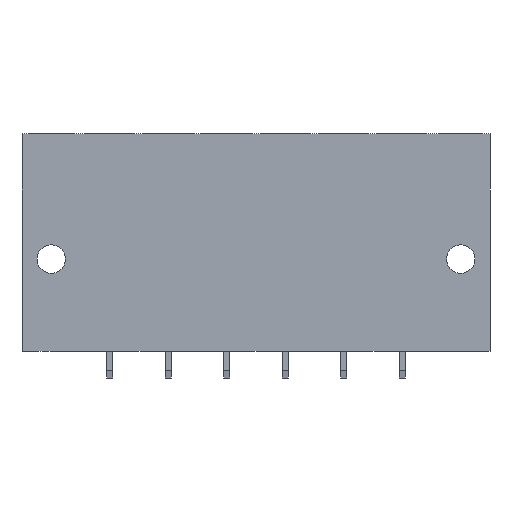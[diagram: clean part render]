
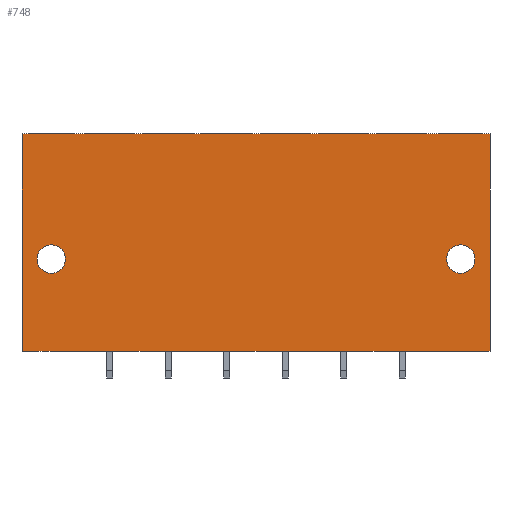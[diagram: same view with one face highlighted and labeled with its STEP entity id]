
A CAD part, front view. The second image highlights one B-rep face of the part: STEP entity #748.
In plain terms, the highlighted planar face has unit normal (0, -1, 0).
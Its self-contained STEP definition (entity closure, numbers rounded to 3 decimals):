
#685=AXIS2_PLACEMENT_3D('Plane Axis2P3D',#682,#683,#684) ;
#714=AXIS2_PLACEMENT_3D('Circle Axis2P3D',#712,#713,$) ;
#723=AXIS2_PLACEMENT_3D('Circle Axis2P3D',#721,#722,$) ;
#732=AXIS2_PLACEMENT_3D('Circle Axis2P3D',#730,#731,$) ;
#741=AXIS2_PLACEMENT_3D('Circle Axis2P3D',#739,#740,$) ;
#216=CARTESIAN_POINT('Vertex',(60.96,0.,3.5)) ;
#219=CARTESIAN_POINT('Line Origine',(30.48,0.,3.5)) ;
#223=CARTESIAN_POINT('Vertex',(0.,0.,3.5)) ;
#682=CARTESIAN_POINT('Axis2P3D Location',(7.62,0.,31.8)) ;
#687=CARTESIAN_POINT('Line Origine',(60.96,0.,17.65)) ;
#691=CARTESIAN_POINT('Vertex',(60.96,0.,31.8)) ;
#694=CARTESIAN_POINT('Line Origine',(30.48,0.,31.8)) ;
#698=CARTESIAN_POINT('Vertex',(0.,0.,31.8)) ;
#701=CARTESIAN_POINT('Line Origine',(0.,0.,17.65)) ;
#712=CARTESIAN_POINT('Axis2P3D Location',(57.15,0.,15.5)) ;
#716=CARTESIAN_POINT('Vertex',(57.15,0.,17.35)) ;
#718=CARTESIAN_POINT('Vertex',(57.15,0.,13.65)) ;
#721=CARTESIAN_POINT('Axis2P3D Location',(57.15,0.,15.5)) ;
#730=CARTESIAN_POINT('Axis2P3D Location',(3.81,0.,15.5)) ;
#734=CARTESIAN_POINT('Vertex',(3.81,0.,17.35)) ;
#736=CARTESIAN_POINT('Vertex',(3.81,0.,13.65)) ;
#739=CARTESIAN_POINT('Axis2P3D Location',(3.81,0.,15.5)) ;
#220=DIRECTION('Vector Direction',(-1.,0.,0.)) ;
#683=DIRECTION('Axis2P3D Direction',(0.,-1.,0.)) ;
#684=DIRECTION('Axis2P3D XDirection',(0.,-0.,-1.)) ;
#688=DIRECTION('Vector Direction',(0.,0.,-1.)) ;
#695=DIRECTION('Vector Direction',(1.,0.,0.)) ;
#702=DIRECTION('Vector Direction',(0.,0.,-1.)) ;
#713=DIRECTION('Axis2P3D Direction',(0.,-1.,0.)) ;
#722=DIRECTION('Axis2P3D Direction',(0.,-1.,0.)) ;
#731=DIRECTION('Axis2P3D Direction',(0.,-1.,0.)) ;
#740=DIRECTION('Axis2P3D Direction',(0.,-1.,0.)) ;
#221=VECTOR('Line Direction',#220,1.) ;
#689=VECTOR('Line Direction',#688,1.) ;
#696=VECTOR('Line Direction',#695,1.) ;
#703=VECTOR('Line Direction',#702,1.) ;
#707=ORIENTED_EDGE('',*,*,#693,.F.) ;
#708=ORIENTED_EDGE('',*,*,#700,.T.) ;
#709=ORIENTED_EDGE('',*,*,#705,.T.) ;
#710=ORIENTED_EDGE('',*,*,#225,.T.) ;
#727=ORIENTED_EDGE('',*,*,#720,.T.) ;
#728=ORIENTED_EDGE('',*,*,#725,.T.) ;
#745=ORIENTED_EDGE('',*,*,#738,.F.) ;
#746=ORIENTED_EDGE('',*,*,#743,.F.) ;
#729=FACE_BOUND('',#726,.T.) ;
#747=FACE_BOUND('',#744,.T.) ;
#748=ADVANCED_FACE('HOUSING',(#711,#729,#747),#686,.T.) ;
#715=CIRCLE('generated circle',#714,1.85) ;
#724=CIRCLE('generated circle',#723,1.85) ;
#733=CIRCLE('generated circle',#732,1.85) ;
#742=CIRCLE('generated circle',#741,1.85) ;
#225=EDGE_CURVE('',#224,#217,#222,.F.) ;
#693=EDGE_CURVE('',#692,#217,#690,.T.) ;
#700=EDGE_CURVE('',#692,#699,#697,.F.) ;
#705=EDGE_CURVE('',#699,#224,#704,.T.) ;
#720=EDGE_CURVE('',#717,#719,#715,.F.) ;
#725=EDGE_CURVE('',#719,#717,#724,.F.) ;
#738=EDGE_CURVE('',#735,#737,#733,.T.) ;
#743=EDGE_CURVE('',#737,#735,#742,.T.) ;
#706=EDGE_LOOP('',(#707,#708,#709,#710)) ;
#726=EDGE_LOOP('',(#727,#728)) ;
#744=EDGE_LOOP('',(#745,#746)) ;
#711=FACE_OUTER_BOUND('',#706,.T.) ;
#222=LINE('Line',#219,#221) ;
#690=LINE('Line',#687,#689) ;
#697=LINE('Line',#694,#696) ;
#704=LINE('Line',#701,#703) ;
#686=PLANE('',#685) ;
#217=VERTEX_POINT('',#216) ;
#224=VERTEX_POINT('',#223) ;
#692=VERTEX_POINT('',#691) ;
#699=VERTEX_POINT('',#698) ;
#717=VERTEX_POINT('',#716) ;
#719=VERTEX_POINT('',#718) ;
#735=VERTEX_POINT('',#734) ;
#737=VERTEX_POINT('',#736) ;
